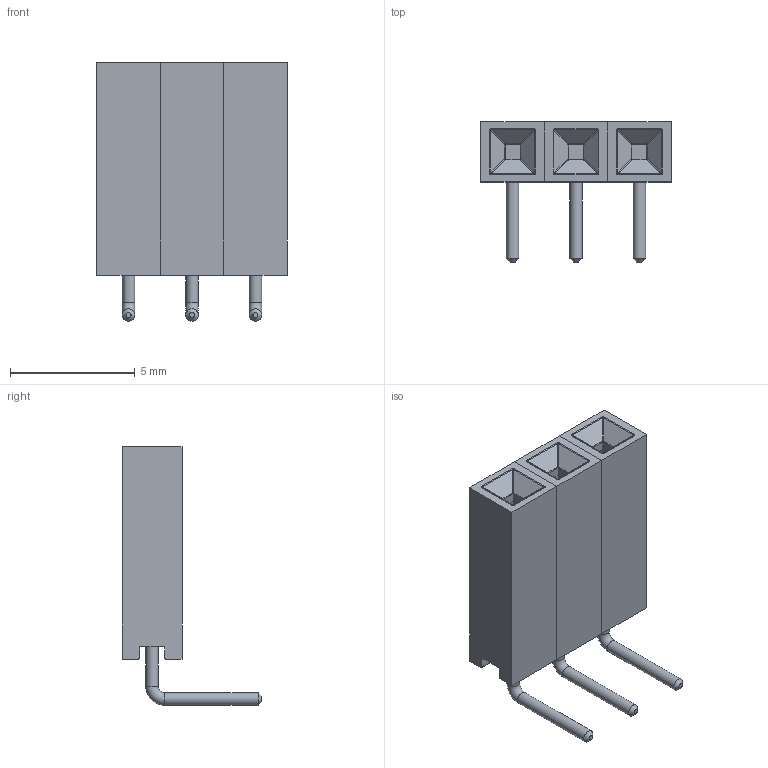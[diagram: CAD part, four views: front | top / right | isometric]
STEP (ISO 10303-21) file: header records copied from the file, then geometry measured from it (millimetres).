
FILE_DESCRIPTION(/* description */ (''),/* implementation_level */ '2;1');
FILE_NAME(/* name */ 'Header THT female 1x3 RA.step',/* time_stamp */ '2019-04-30T16:07:19+02:00',/* author */ (''),/* organization */ (''),/* preprocessor_version */ 'ST-DEVELOPER v18',/* originating_system */ 'Autodesk Translation Framework v8.2.0.1029',/* authorisation */ '');
FILE_SCHEMA (('AUTOMOTIVE_DESIGN { 1 0 10303 214 3 1 1 }'));
Length unit declared in the file: millimetre
Products named in the file (1): (Nicht gespeichert)
Bounding box: 7.62 x 5.6 x 10.35 mm (x, y, z)
Volume: 146.1 mm3; surface area: 367.5 mm2
Topology: 3 solids, 3 shells, 168 faces, 393 edges, 237 vertices
Faces by surface type: plane 72, cylinder 54, bspline 36, cone 3, torus 3
Full cylindrical faces by diameter (mm): 0.5 x6
Entity records: 5524 total; most frequent: CARTESIAN_POINT 1615, DIRECTION 815, ORIENTED_EDGE 786, EDGE_CURVE 393, AXIS2_PLACEMENT_3D 301, VERTEX_POINT 237, LINE 213, VECTOR 213
